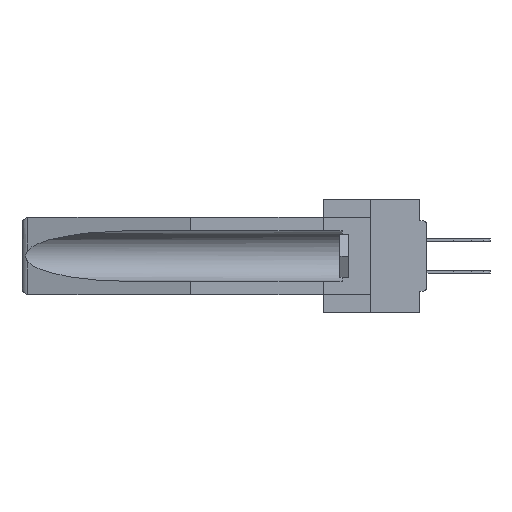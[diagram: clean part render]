
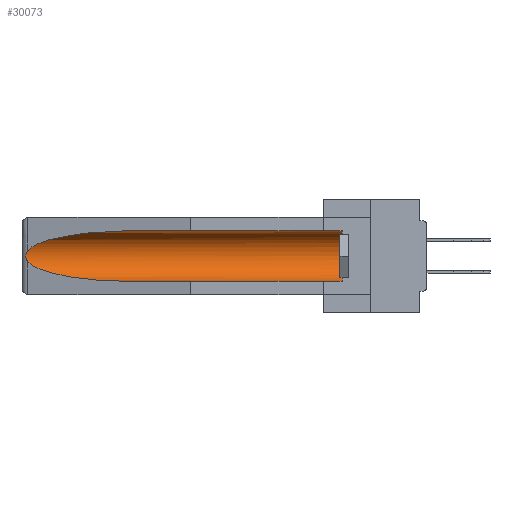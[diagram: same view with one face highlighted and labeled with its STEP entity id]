
A CAD part, left-side view. The second image highlights one B-rep face of the part: STEP entity #30073.
In plain terms, the highlighted cylindrical face has radius 2.857 mm (diameter 5.715 mm), a partial arc.
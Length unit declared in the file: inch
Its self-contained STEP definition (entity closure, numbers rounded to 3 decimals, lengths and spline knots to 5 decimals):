
#257 = CYLINDRICAL_SURFACE ( 'NONE', #4788, 0.1125 ) ;
#1531 = CARTESIAN_POINT ( 'NONE',  ( 0.26597, 1.5296, -0.19026 ) ) ;
#1566 = CARTESIAN_POINT ( 'NONE',  ( 0.155, 0.126, -0.1715 ) ) ;
#1985 = DIRECTION ( 'NONE',  ( 0., -1., 0. ) ) ;
#2594 = DIRECTION ( 'NONE',  ( 0., 1., 0. ) ) ;
#4718 = VERTEX_POINT ( 'NONE', #13331 ) ;
#4788 = AXIS2_PLACEMENT_3D ( 'NONE', #40229, #33952, #37169 ) ;
#5135 = VERTEX_POINT ( 'NONE', #12583 ) ;
#5319 = CARTESIAN_POINT ( 'NONE',  ( 0.2673, 1.5327, -0.16383 ) ) ;
#5404 = ORIENTED_EDGE ( 'NONE', *, *, #22088, .T. ) ;
#6096 = VERTEX_POINT ( 'NONE', #34300 ) ;
#6464 = B_SPLINE_CURVE_WITH_KNOTS ( 'NONE', 3,
 ( #36876, #33676, #33936, #5319, #14879, #36741, #7956, #37148, #1531, #30189 ),
 .UNSPECIFIED., .F., .F.,
 ( 4, 2, 2, 2, 4 ),
 ( 0., 0.00029, 0.00058, 0.00087, 0.00117 ),
 .UNSPECIFIED. ) ;
#7847 = VERTEX_POINT ( 'NONE', #29367 ) ;
#7956 = CARTESIAN_POINT ( 'NONE',  ( 0.2673, 1.53269, -0.17917 ) ) ;
#8984 = CARTESIAN_POINT ( 'NONE',  ( 0.155, -0.30754, -0.284 ) ) ;
#9824 = CIRCLE ( 'NONE', #15245, 0.1125 ) ;
#9987 = CARTESIAN_POINT ( 'NONE',  ( 0.26537, 1.52718, -0.14972 ) ) ;
#11393 = VECTOR ( 'NONE', #25070, 39.37008 ) ;
#11643 = EDGE_CURVE ( 'NONE', #22289, #6096, #9824, .T. ) ;
#12583 = CARTESIAN_POINT ( 'NONE',  ( 0.26537, 1.52718, -0.19328 ) ) ;
#13331 = CARTESIAN_POINT ( 'NONE',  ( 0.155, 1.07973, -0.284 ) ) ;
#13832 =( BOUNDED_CURVE ( )  B_SPLINE_CURVE ( 3, ( #29017, #28754, #35443, #9987 ),
 .UNSPECIFIED., .F., .T. ) 
 B_SPLINE_CURVE_WITH_KNOTS ( ( 4, 4 ),
 ( 4.71239, 6.08839 ),
 .UNSPECIFIED. ) 
 CURVE ( )  GEOMETRIC_REPRESENTATION_ITEM ( )  RATIONAL_B_SPLINE_CURVE ( ( 1., 0.848, 0.848, 1. ) ) 
 REPRESENTATION_ITEM ( '' )  );
#14485 = ORIENTED_EDGE ( 'NONE', *, *, #21481, .T. ) ;
#14879 = CARTESIAN_POINT ( 'NONE',  ( 0.2675, 1.53308, -0.16763 ) ) ;
#15190 = FACE_OUTER_BOUND ( 'NONE', #30495, .T. ) ;
#15245 = AXIS2_PLACEMENT_3D ( 'NONE', #1566, #1985, #27038 ) ;
#15537 = VERTEX_POINT ( 'NONE', #41145 ) ;
#16474 = ORIENTED_EDGE ( 'NONE', *, *, #23135, .F. ) ;
#18476 = CARTESIAN_POINT ( 'NONE',  ( 0.26537, 1.52718, -0.19328 ) ) ;
#18886 = EDGE_CURVE ( 'NONE', #7847, #5135, #6464, .T. ) ;
#21481 = EDGE_CURVE ( 'NONE', #6096, #15537, #31794, .T. ) ;
#21856 = CARTESIAN_POINT ( 'NONE',  ( 0.155, 1.07973, -0.284 ) ) ;
#22088 = EDGE_CURVE ( 'NONE', #15537, #7847, #13832, .T. ) ;
#22289 = VERTEX_POINT ( 'NONE', #39468 ) ;
#23135 = EDGE_CURVE ( 'NONE', #22289, #4718, #27212, .T. ) ;
#25070 = DIRECTION ( 'NONE',  ( 0., 1., 0. ) ) ;
#25585 =( BOUNDED_CURVE ( )  B_SPLINE_CURVE ( 3, ( #18476, #40633, #34486, #21856 ),
 .UNSPECIFIED., .F., .F. ) 
 B_SPLINE_CURVE_WITH_KNOTS ( ( 4, 4 ),
 ( 0.1948, 1.5708 ),
 .UNSPECIFIED. ) 
 CURVE ( )  GEOMETRIC_REPRESENTATION_ITEM ( )  RATIONAL_B_SPLINE_CURVE ( ( 1., 0.848, 0.848, 1. ) ) 
 REPRESENTATION_ITEM ( '' )  );
#25781 = ORIENTED_EDGE ( 'NONE', *, *, #11643, .T. ) ;
#27038 = DIRECTION ( 'NONE',  ( 0., 0., 1. ) ) ;
#27212 = LINE ( 'NONE', #8984, #36685 ) ;
#28388 = ORIENTED_EDGE ( 'NONE', *, *, #34447, .T. ) ;
#28754 = CARTESIAN_POINT ( 'NONE',  ( 0.21114, 1.30732, -0.059 ) ) ;
#29017 = CARTESIAN_POINT ( 'NONE',  ( 0.155, 1.07973, -0.059 ) ) ;
#29367 = CARTESIAN_POINT ( 'NONE',  ( 0.26537, 1.52718, -0.14972 ) ) ;
#30073 = ADVANCED_FACE ( 'NONE', ( #15190 ), #257, .F. ) ;
#30189 = CARTESIAN_POINT ( 'NONE',  ( 0.26537, 1.52718, -0.19328 ) ) ;
#30495 = EDGE_LOOP ( 'NONE', ( #5404, #32750, #28388, #16474, #25781, #14485 ) ) ;
#31794 = LINE ( 'NONE', #34089, #11393 ) ;
#32750 = ORIENTED_EDGE ( 'NONE', *, *, #18886, .T. ) ;
#33676 = CARTESIAN_POINT ( 'NONE',  ( 0.26597, 1.52961, -0.15275 ) ) ;
#33936 = CARTESIAN_POINT ( 'NONE',  ( 0.26654, 1.53092, -0.15636 ) ) ;
#33952 = DIRECTION ( 'NONE',  ( 0., 1., 0. ) ) ;
#34089 = CARTESIAN_POINT ( 'NONE',  ( 0.155, -0.30754, -0.059 ) ) ;
#34300 = CARTESIAN_POINT ( 'NONE',  ( 0.155, 0.126, -0.059 ) ) ;
#34447 = EDGE_CURVE ( 'NONE', #5135, #4718, #25585, .T. ) ;
#34486 = CARTESIAN_POINT ( 'NONE',  ( 0.21114, 1.30732, -0.284 ) ) ;
#35443 = CARTESIAN_POINT ( 'NONE',  ( 0.25451, 1.48313, -0.09465 ) ) ;
#36685 = VECTOR ( 'NONE', #2594, 39.37008 ) ;
#36741 = CARTESIAN_POINT ( 'NONE',  ( 0.2675, 1.53308, -0.17534 ) ) ;
#36876 = CARTESIAN_POINT ( 'NONE',  ( 0.26537, 1.52718, -0.14972 ) ) ;
#37148 = CARTESIAN_POINT ( 'NONE',  ( 0.26655, 1.53094, -0.18657 ) ) ;
#37169 = DIRECTION ( 'NONE',  ( 0., 0., 1. ) ) ;
#39468 = CARTESIAN_POINT ( 'NONE',  ( 0.155, 0.126, -0.284 ) ) ;
#40229 = CARTESIAN_POINT ( 'NONE',  ( 0.155, -0.30754, -0.1715 ) ) ;
#40633 = CARTESIAN_POINT ( 'NONE',  ( 0.25451, 1.48313, -0.24835 ) ) ;
#41145 = CARTESIAN_POINT ( 'NONE',  ( 0.155, 1.07973, -0.059 ) ) ;
